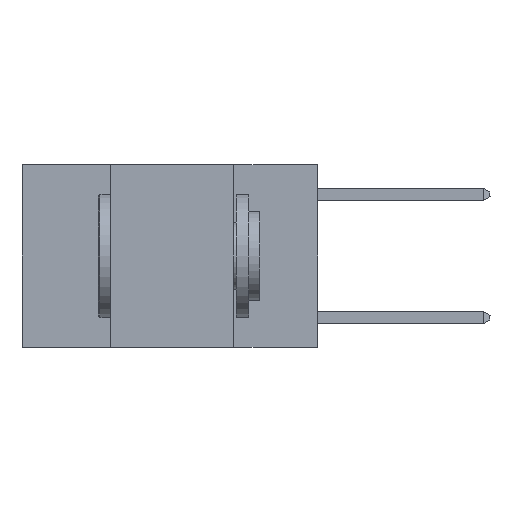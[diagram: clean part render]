
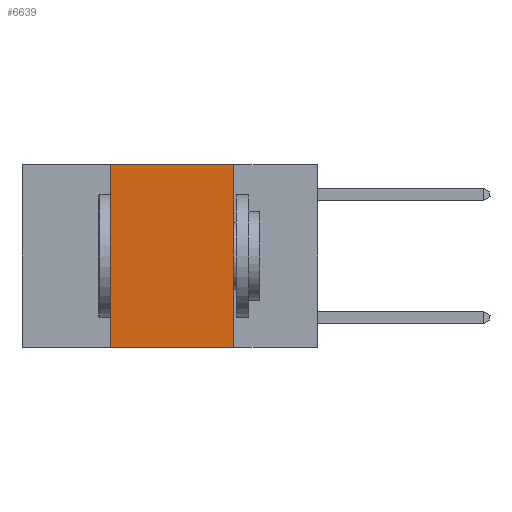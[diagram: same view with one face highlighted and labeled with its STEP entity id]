
A CAD part, left-side view. The second image highlights one B-rep face of the part: STEP entity #6639.
In plain terms, the highlighted planar face has unit normal (-1, 0, 0).
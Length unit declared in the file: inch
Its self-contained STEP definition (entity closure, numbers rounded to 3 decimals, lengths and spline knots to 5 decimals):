
#1549 = LINE ( 'NONE', #6450, #18766 ) ;
#2341 = ORIENTED_EDGE ( 'NONE', *, *, #11151, .F. ) ;
#3394 = ORIENTED_EDGE ( 'NONE', *, *, #11299, .F. ) ;
#3639 = CARTESIAN_POINT ( 'NONE',  ( 0., 0.17, 0. ) ) ;
#4755 = CARTESIAN_POINT ( 'NONE',  ( 0., 0.42, -0.37 ) ) ;
#5064 = DIRECTION ( 'NONE',  ( 0., 0., 1. ) ) ;
#6293 = PLANE ( 'NONE',  #13144 ) ;
#6450 = CARTESIAN_POINT ( 'NONE',  ( 0., 0.17, 0. ) ) ;
#6639 = ADVANCED_FACE ( 'NONE', ( #16707 ), #6293, .F. ) ;
#6957 = VERTEX_POINT ( 'NONE', #3639 ) ;
#7994 = DIRECTION ( 'NONE',  ( 1., 0., 0. ) ) ;
#8441 = CARTESIAN_POINT ( 'NONE',  ( 0., 0.42, 0. ) ) ;
#9677 = CARTESIAN_POINT ( 'NONE',  ( 0., 0.6, 0. ) ) ;
#10700 = VERTEX_POINT ( 'NONE', #16813 ) ;
#11052 = VERTEX_POINT ( 'NONE', #14517 ) ;
#11114 = EDGE_CURVE ( 'NONE', #11052, #6957, #20278, .T. ) ;
#11151 = EDGE_CURVE ( 'NONE', #6957, #10700, #1549, .T. ) ;
#11213 = EDGE_CURVE ( 'NONE', #14125, #10700, #18256, .T. ) ;
#11299 = EDGE_CURVE ( 'NONE', #14125, #11052, #21058, .T. ) ;
#11401 = DIRECTION ( 'NONE',  ( 0., -1., 0. ) ) ;
#12787 = EDGE_LOOP ( 'NONE', ( #2341, #15701, #3394, #16717 ) ) ;
#13108 = DIRECTION ( 'NONE',  ( 0., 0., -1. ) ) ;
#13144 = AXIS2_PLACEMENT_3D ( 'NONE', #16290, #7994, #19541 ) ;
#14125 = VERTEX_POINT ( 'NONE', #4755 ) ;
#14517 = CARTESIAN_POINT ( 'NONE',  ( 0., 0.42, 0. ) ) ;
#15701 = ORIENTED_EDGE ( 'NONE', *, *, #11114, .F. ) ;
#15960 = VECTOR ( 'NONE', #11401, 39.37008 ) ;
#16290 = CARTESIAN_POINT ( 'NONE',  ( 0., 0.6, 0. ) ) ;
#16588 = CARTESIAN_POINT ( 'NONE',  ( 0., 0.6, -0.37 ) ) ;
#16707 = FACE_OUTER_BOUND ( 'NONE', #12787, .T. ) ;
#16717 = ORIENTED_EDGE ( 'NONE', *, *, #11213, .T. ) ;
#16813 = CARTESIAN_POINT ( 'NONE',  ( 0., 0.17, -0.37 ) ) ;
#17740 = VECTOR ( 'NONE', #18223, 39.37008 ) ;
#18223 = DIRECTION ( 'NONE',  ( 0., -1., 0. ) ) ;
#18256 = LINE ( 'NONE', #16588, #17740 ) ;
#18766 = VECTOR ( 'NONE', #13108, 39.37008 ) ;
#19541 = DIRECTION ( 'NONE',  ( 0., 0., -1. ) ) ;
#20278 = LINE ( 'NONE', #9677, #15960 ) ;
#20531 = VECTOR ( 'NONE', #5064, 39.37008 ) ;
#21058 = LINE ( 'NONE', #8441, #20531 ) ;
